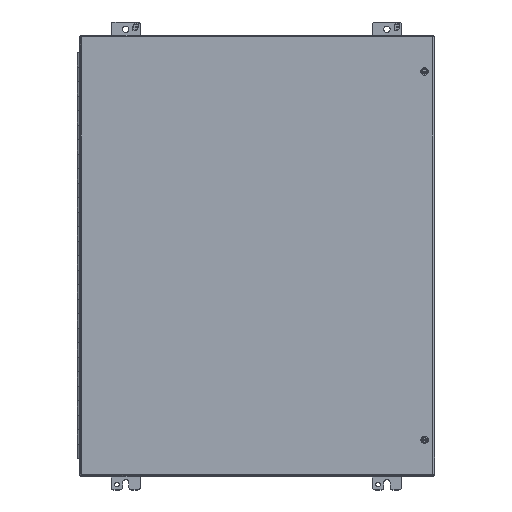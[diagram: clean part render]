
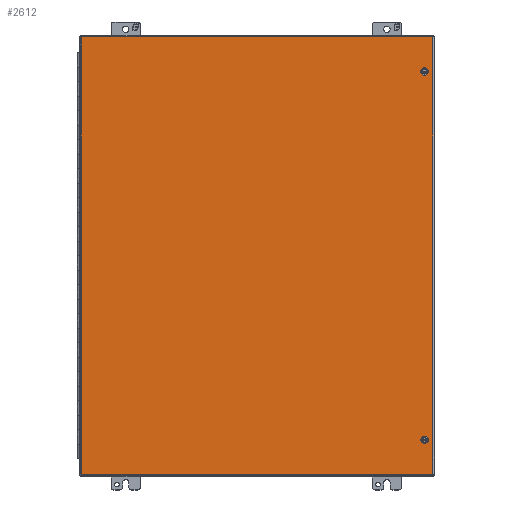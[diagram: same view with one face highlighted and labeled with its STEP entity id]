
A CAD part, top view. The second image highlights one B-rep face of the part: STEP entity #2612.
In plain terms, the highlighted planar face has unit normal (0, 0, 1).
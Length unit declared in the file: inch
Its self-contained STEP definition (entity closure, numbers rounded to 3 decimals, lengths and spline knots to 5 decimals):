
#9 = LINE ( 'NONE', #16766, #8241 ) ;
#70 = FACE_BOUND ( 'NONE', #4913, .T. ) ;
#371 = CARTESIAN_POINT ( 'NONE',  ( -12.05202, -15.0795, 13.172 ) ) ;
#676 = CIRCLE ( 'NONE', #28473, 0.133 ) ;
#826 = ORIENTED_EDGE ( 'NONE', *, *, #4295, .T. ) ;
#1801 = DIRECTION ( 'NONE',  ( 0., 0., -1. ) ) ;
#1924 = VERTEX_POINT ( 'NONE', #4491 ) ;
#2000 = CARTESIAN_POINT ( 'NONE',  ( -12.05202, 15.0795, 13.172 ) ) ;
#2221 = FACE_BOUND ( 'NONE', #22874, .T. ) ;
#2455 = CARTESIAN_POINT ( 'NONE',  ( -12.05202, -15.0795, 13.172 ) ) ;
#2612 = ADVANCED_FACE ( 'NONE', ( #22035, #70, #2221 ), #5154, .T. ) ;
#4000 = DIRECTION ( 'NONE',  ( 0., -1., 0. ) ) ;
#4295 = EDGE_CURVE ( 'NONE', #20602, #19038, #8603, .T. ) ;
#4491 = CARTESIAN_POINT ( 'NONE',  ( 11.58998, 12.5535, 13.172 ) ) ;
#4913 = EDGE_LOOP ( 'NONE', ( #15438, #19909 ) ) ;
#5048 = AXIS2_PLACEMENT_3D ( 'NONE', #27664, #15937, #11691 ) ;
#5154 = PLANE ( 'NONE',  #11207 ) ;
#5769 = DIRECTION ( 'NONE',  ( 0., -1., 0. ) ) ;
#7890 = VECTOR ( 'NONE', #29376, 39.37008 ) ;
#8022 = EDGE_CURVE ( 'NONE', #23822, #14551, #12185, .T. ) ;
#8241 = VECTOR ( 'NONE', #14646, 39.37008 ) ;
#8461 = DIRECTION ( 'NONE',  ( 0., 0., -1. ) ) ;
#8603 = LINE ( 'NONE', #24697, #7890 ) ;
#8939 = CIRCLE ( 'NONE', #5048, 0.133 ) ;
#9461 = DIRECTION ( 'NONE',  ( 0., -1., 0. ) ) ;
#10718 = DIRECTION ( 'NONE',  ( 0., -1., 0. ) ) ;
#10888 = VERTEX_POINT ( 'NONE', #13637 ) ;
#11207 = AXIS2_PLACEMENT_3D ( 'NONE', #2455, #21048, #9461 ) ;
#11460 = CIRCLE ( 'NONE', #15849, 0.133 ) ;
#11691 = DIRECTION ( 'NONE',  ( 0., -1., 0. ) ) ;
#11812 = CARTESIAN_POINT ( 'NONE',  ( 11.58998, -12.8195, 13.172 ) ) ;
#11992 = ORIENTED_EDGE ( 'NONE', *, *, #24935, .T. ) ;
#12185 = CIRCLE ( 'NONE', #23477, 0.133 ) ;
#12476 = VECTOR ( 'NONE', #23200, 39.37008 ) ;
#13055 = EDGE_CURVE ( 'NONE', #29158, #19425, #9, .T. ) ;
#13587 = CARTESIAN_POINT ( 'NONE',  ( 12.16998, -15.0795, 13.172 ) ) ;
#13637 = CARTESIAN_POINT ( 'NONE',  ( 11.58998, 12.8195, 13.172 ) ) ;
#13662 = EDGE_CURVE ( 'NONE', #14551, #23822, #8939, .T. ) ;
#14080 = CARTESIAN_POINT ( 'NONE',  ( 12.16998, 15.0795, 13.172 ) ) ;
#14152 = ORIENTED_EDGE ( 'NONE', *, *, #15340, .T. ) ;
#14501 = ORIENTED_EDGE ( 'NONE', *, *, #8022, .T. ) ;
#14545 = VECTOR ( 'NONE', #29171, 39.37008 ) ;
#14551 = VERTEX_POINT ( 'NONE', #24671 ) ;
#14589 = EDGE_CURVE ( 'NONE', #1924, #10888, #676, .T. ) ;
#14646 = DIRECTION ( 'NONE',  ( 0., -1., 0. ) ) ;
#15340 = EDGE_CURVE ( 'NONE', #19425, #20602, #24754, .T. ) ;
#15438 = ORIENTED_EDGE ( 'NONE', *, *, #14589, .T. ) ;
#15530 = EDGE_LOOP ( 'NONE', ( #826, #11992, #21951, #14152 ) ) ;
#15849 = AXIS2_PLACEMENT_3D ( 'NONE', #27289, #1801, #4000 ) ;
#15937 = DIRECTION ( 'NONE',  ( 0., 0., -1. ) ) ;
#16766 = CARTESIAN_POINT ( 'NONE',  ( -12.05202, -15.0795, 13.172 ) ) ;
#17943 = ORIENTED_EDGE ( 'NONE', *, *, #13662, .T. ) ;
#19038 = VERTEX_POINT ( 'NONE', #14080 ) ;
#19425 = VERTEX_POINT ( 'NONE', #27416 ) ;
#19555 = CARTESIAN_POINT ( 'NONE',  ( 11.58998, -12.6865, 13.172 ) ) ;
#19909 = ORIENTED_EDGE ( 'NONE', *, *, #21880, .T. ) ;
#20602 = VERTEX_POINT ( 'NONE', #13587 ) ;
#21048 = DIRECTION ( 'NONE',  ( 0., 0., 1. ) ) ;
#21880 = EDGE_CURVE ( 'NONE', #10888, #1924, #11460, .T. ) ;
#21951 = ORIENTED_EDGE ( 'NONE', *, *, #13055, .T. ) ;
#22035 = FACE_OUTER_BOUND ( 'NONE', #15530, .T. ) ;
#22874 = EDGE_LOOP ( 'NONE', ( #14501, #17943 ) ) ;
#23200 = DIRECTION ( 'NONE',  ( 1., 0., 0. ) ) ;
#23477 = AXIS2_PLACEMENT_3D ( 'NONE', #19555, #8461, #5769 ) ;
#23822 = VERTEX_POINT ( 'NONE', #11812 ) ;
#24495 = CARTESIAN_POINT ( 'NONE',  ( -12.05202, 15.0795, 13.172 ) ) ;
#24671 = CARTESIAN_POINT ( 'NONE',  ( 11.58998, -12.5535, 13.172 ) ) ;
#24697 = CARTESIAN_POINT ( 'NONE',  ( 12.16998, -15.0795, 13.172 ) ) ;
#24754 = LINE ( 'NONE', #371, #12476 ) ;
#24935 = EDGE_CURVE ( 'NONE', #19038, #29158, #25042, .T. ) ;
#25042 = LINE ( 'NONE', #24495, #14545 ) ;
#27289 = CARTESIAN_POINT ( 'NONE',  ( 11.58998, 12.6865, 13.172 ) ) ;
#27416 = CARTESIAN_POINT ( 'NONE',  ( -12.05202, -15.0795, 13.172 ) ) ;
#27664 = CARTESIAN_POINT ( 'NONE',  ( 11.58998, -12.6865, 13.172 ) ) ;
#28473 = AXIS2_PLACEMENT_3D ( 'NONE', #29453, #29138, #10718 ) ;
#29138 = DIRECTION ( 'NONE',  ( 0., 0., -1. ) ) ;
#29158 = VERTEX_POINT ( 'NONE', #2000 ) ;
#29171 = DIRECTION ( 'NONE',  ( -1., 0., 0. ) ) ;
#29376 = DIRECTION ( 'NONE',  ( 0., 1., 0. ) ) ;
#29453 = CARTESIAN_POINT ( 'NONE',  ( 11.58998, 12.6865, 13.172 ) ) ;
